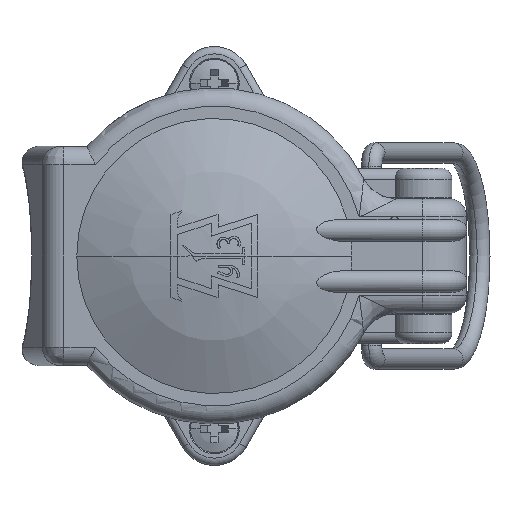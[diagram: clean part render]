
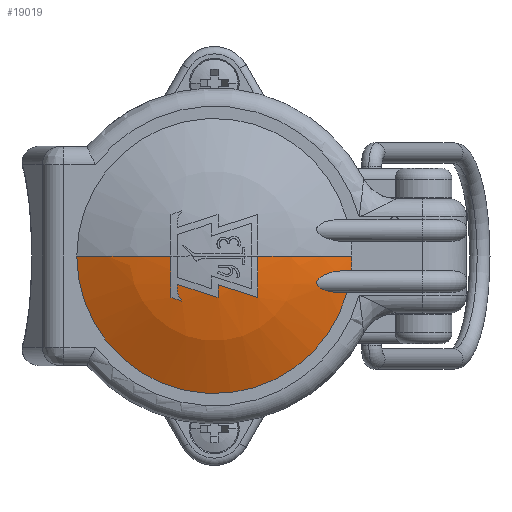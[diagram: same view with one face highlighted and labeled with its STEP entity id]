
A CAD part, left-side view. The second image highlights one B-rep face of the part: STEP entity #19019.
In plain terms, the highlighted spherical face has radius 40 mm.
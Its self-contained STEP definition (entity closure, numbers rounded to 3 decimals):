
#4329=CARTESIAN_POINT('',(8.892,-0.506,0.));
#4330=DIRECTION('',(0.,-1.,0.));
#4331=DIRECTION('',(-0.995,0.,-0.098));
#4332=AXIS2_PLACEMENT_3D('',#4329,#4330,#4331);
#4334=CARTESIAN_POINT('',(8.892,1.104,-3.399));
#4335=DIRECTION('',(0.,0.309,-0.951));
#4336=DIRECTION('',(-0.983,-0.177,-0.057));
#4337=AXIS2_PLACEMENT_3D('',#4334,#4335,#4336);
#4339=CARTESIAN_POINT('',(8.892,-5.941,0.));
#4340=DIRECTION('',(0.,-1.,0.));
#4341=DIRECTION('',(-1.,0.,0.));
#4342=AXIS2_PLACEMENT_3D('',#4339,#4340,#4341);
#4344=CARTESIAN_POINT('',(-26.408,0.,0.));
#4345=DIRECTION('',(1.,0.,0.));
#4346=DIRECTION('',(0.,-1.,0.));
#4347=AXIS2_PLACEMENT_3D('',#4344,#4345,#4346);
#4349=CARTESIAN_POINT('',(8.892,0.,-2.));
#4350=DIRECTION('',(0.,0.,1.));
#4351=DIRECTION('',(-0.896,-0.444,0.));
#4352=AXIS2_PLACEMENT_3D('',#4349,#4350,#4351);
#4354=CARTESIAN_POINT('',(-26.908,-17.73,-2.));
#4355=CARTESIAN_POINT('',(-27.006,-17.532,-2.));
#4356=CARTESIAN_POINT('',(-27.19,-17.15,
-2.019));
#4357=CARTESIAN_POINT('',(-27.427,-16.634,
-2.086));
#4358=CARTESIAN_POINT('',(-27.631,-16.167,
-2.18));
#4359=CARTESIAN_POINT('',(-27.808,-15.746,
-2.294));
#4360=CARTESIAN_POINT('',(-27.959,-15.369,
-2.423));
#4361=CARTESIAN_POINT('',(-28.087,-15.034,
-2.566));
#4362=CARTESIAN_POINT('',(-28.194,-14.74,
-2.721));
#4363=CARTESIAN_POINT('',(-28.281,-14.486,
-2.887));
#4364=CARTESIAN_POINT('',(-28.348,-14.276,
-3.065));
#4365=CARTESIAN_POINT('',(-28.393,-14.116,
-3.257));
#4366=CARTESIAN_POINT('',(-28.412,-14.016,
-3.46));
#4367=CARTESIAN_POINT('',(-28.404,-13.988,
-3.655));
#4368=CARTESIAN_POINT('',(-28.372,-14.022,
-3.847));
#4369=CARTESIAN_POINT('',(-28.312,-14.126,
-4.04));
#4370=CARTESIAN_POINT('',(-28.23,-14.29,
-4.217));
#4371=CARTESIAN_POINT('',(-28.13,-14.501,
-4.377));
#4372=CARTESIAN_POINT('',(-28.012,-14.754,
-4.521));
#4373=CARTESIAN_POINT('',(-27.878,-15.046,
-4.649));
#4374=CARTESIAN_POINT('',(-27.727,-15.377,
-4.762));
#4375=CARTESIAN_POINT('',(-27.557,-15.747,
-4.857));
#4376=CARTESIAN_POINT('',(-27.366,-16.159,
-4.934));
#4377=CARTESIAN_POINT('',(-27.152,-16.615,
-4.986));
#4378=CARTESIAN_POINT('',(-26.992,-16.952,-5.));
#4379=CARTESIAN_POINT('',(-26.908,-17.128,-5.));
#4381=CARTESIAN_POINT('',(8.892,0.,-5.));
#4382=DIRECTION('',(0.,0.,-1.));
#4383=DIRECTION('',(-0.889,-0.457,0.));
#4384=AXIS2_PLACEMENT_3D('',#4381,#4382,#4383);
#4386=CARTESIAN_POINT('',(-26.408,0.,0.));
#4387=DIRECTION('',(1.,0.,0.));
#4388=DIRECTION('',(0.,-0.964,-0.266));
#4389=AXIS2_PLACEMENT_3D('',#4386,#4387,#4388);
#4391=CARTESIAN_POINT('',(8.892,5.941,0.));
#4392=DIRECTION('',(0.,1.,0.));
#4393=DIRECTION('',(-0.99,0.,-0.144));
#4394=AXIS2_PLACEMENT_3D('',#4391,#4392,#4393);
#4396=CARTESIAN_POINT('',(8.892,2.239,-6.891));
#4397=DIRECTION('',(0.,0.309,-0.951));
#4398=DIRECTION('',(-0.998,0.056,0.018));
#4399=AXIS2_PLACEMENT_3D('',#4396,#4397,#4398);
#4401=CARTESIAN_POINT('',(-30.379,4.424,
-6.181));
#4402=CARTESIAN_POINT('',(-30.389,4.555,
-6.024));
#4403=CARTESIAN_POINT('',(-30.414,4.785,
-5.683));
#4404=CARTESIAN_POINT('',(-30.464,5.012,
-5.108));
#4405=CARTESIAN_POINT('',(-30.526,5.111,
-4.497));
#4406=CARTESIAN_POINT('',(-30.573,5.089,
-4.084));
#4407=CARTESIAN_POINT('',(-30.597,5.056,
-3.881));
#4409=CARTESIAN_POINT('',(8.892,1.623,-4.996));
#4410=DIRECTION('',(0.,0.309,-0.951));
#4411=DIRECTION('',(-0.998,-0.054,-0.017));
#4412=AXIS2_PLACEMENT_3D('',#4409,#4410,#4411);
#5309=CARTESIAN_POINT('',(8.892,0.,0.));
#5310=DIRECTION('',(0.,0.,1.));
#5311=DIRECTION('',(-0.883,0.47,0.));
#5312=AXIS2_PLACEMENT_3D('',#5309,#5310,#5311);
#5361=CARTESIAN_POINT('',(8.892,0.,0.));
#5362=DIRECTION('',(0.,0.,-1.));
#5363=DIRECTION('',(-0.883,-0.47,0.));
#5364=AXIS2_PLACEMENT_3D('',#5361,#5362,#5363);
#11951=CARTESIAN_POINT('',(-26.408,-18.706,-2.));
#11953=VERTEX_POINT('',#11951);
#11955=CARTESIAN_POINT('',(-26.408,-18.136,-5.));
#11957=VERTEX_POINT('',#11955);
#11958=CARTESIAN_POINT('',(-26.408,-18.812,0.));
#11959=VERTEX_POINT('',#11958);
#11960=CARTESIAN_POINT('',(-26.408,18.812,0.));
#11961=VERTEX_POINT('',#11960);
#11963=CARTESIAN_POINT('',(-26.908,-17.128,-5.));
#11965=VERTEX_POINT('',#11963);
#11968=CARTESIAN_POINT('',(-26.908,-17.73,-2.));
#11969=VERTEX_POINT('',#11968);
#12272=CARTESIAN_POINT('',(-30.912,-0.506,
-3.922));
#12273=CARTESIAN_POINT('',(-30.698,-0.506,
-5.688));
#12274=VERTEX_POINT('',#12272);
#12275=VERTEX_POINT('',#12273);
#12276=CARTESIAN_POINT('',(-30.253,-5.941,
-5.688));
#12277=VERTEX_POINT('',#12276);
#12351=CARTESIAN_POINT('',(-30.664,-5.941,0.));
#12352=VERTEX_POINT('',#12351);
#12353=CARTESIAN_POINT('',(-30.664,5.941,0.));
#12354=VERTEX_POINT('',#12353);
#12359=CARTESIAN_POINT('',(-30.253,5.941,
-5.688));
#12360=VERTEX_POINT('',#12359);
#12361=CARTESIAN_POINT('',(-30.379,4.424,
-6.181));
#12362=VERTEX_POINT('',#12361);
#12363=VERTEX_POINT('',#4407);
#18987=CARTESIAN_POINT('',(8.892,0.,0.));
#18988=DIRECTION('',(1.,0.,0.));
#18989=DIRECTION('',(0.,1.,0.));
#18990=AXIS2_PLACEMENT_3D('',#18987,#18988,#18989);
#18991=SPHERICAL_SURFACE('',#18990,40.);
#18993=ORIENTED_EDGE('',*,*,#18992,.F.);
#18995=ORIENTED_EDGE('',*,*,#18994,.F.);
#18997=ORIENTED_EDGE('',*,*,#18996,.F.);
#18999=ORIENTED_EDGE('',*,*,#18998,.F.);
#19001=ORIENTED_EDGE('',*,*,#19000,.T.);
#19003=ORIENTED_EDGE('',*,*,#19002,.F.);
#19004=ORIENTED_EDGE('',*,*,#18976,.T.);
#19005=ORIENTED_EDGE('',*,*,#18965,.F.);
#19006=ORIENTED_EDGE('',*,*,#15990,.T.);
#19008=ORIENTED_EDGE('',*,*,#19007,.T.);
#19010=ORIENTED_EDGE('',*,*,#19009,.F.);
#19012=ORIENTED_EDGE('',*,*,#19011,.F.);
#19014=ORIENTED_EDGE('',*,*,#19013,.T.);
#19016=ORIENTED_EDGE('',*,*,#19015,.F.);
#19017=EDGE_LOOP('',(#18993,#18995,#18997,#18999,#19001,#19003,#19004,#19005,
#19006,#19008,#19010,#19012,#19014,#19016));
#19018=FACE_OUTER_BOUND('',#19017,.F.);
#19019=ADVANCED_FACE('',(#19018),#18991,.T.);
#4333=CIRCLE('',#4332,39.997);
#4338=CIRCLE('',#4337,39.84);
#4343=CIRCLE('',#4342,39.556);
#4348=CIRCLE('',#4347,18.812);
#4353=CIRCLE('',#4352,39.95);
#4380=B_SPLINE_CURVE_WITH_KNOTS('',3,(#4354,#4355,#4356,#4357,#4358,#4359,#4360,
#4361,#4362,#4363,#4364,#4365,#4366,#4367,#4368,#4369,#4370,#4371,#4372,#4373,
#4374,#4375,#4376,#4377,#4378,#4379),.UNSPECIFIED.,.F.,.F.,(4,1,1,1,1,1,1,1,1,1,
1,1,1,1,1,1,1,1,1,1,1,1,1,4),(0.,0.043,0.087,
0.13,0.174,0.217,0.261,
0.304,0.348,0.391,0.435,
0.478,0.522,0.565,0.609,
0.652,0.696,0.739,0.783,
0.826,0.87,0.913,0.957,1.),
.UNSPECIFIED.);
#4385=CIRCLE('',#4384,39.686);
#4390=CIRCLE('',#4389,18.812);
#4395=CIRCLE('',#4394,39.556);
#4400=CIRCLE('',#4399,39.338);
#4408=B_SPLINE_CURVE_WITH_KNOTS('',3,(#4401,#4402,#4403,#4404,#4405,#4406,
#4407),.UNSPECIFIED.,.F.,.F.,(4,1,1,1,4),(0.,0.25,0.5,0.75,1.),
.UNSPECIFIED.);
#4413=CIRCLE('',#4412,39.654);
#5313=CIRCLE('',#5312,40.);
#5365=CIRCLE('',#5364,40.);
#15990=EDGE_CURVE('',#11957,#11961,#4390,.T.);
#18965=EDGE_CURVE('',#11957,#11965,#4385,.T.);
#18976=EDGE_CURVE('',#11969,#11965,#4380,.T.);
#18992=EDGE_CURVE('',#12274,#12275,#4333,.T.);
#18994=EDGE_CURVE('',#12277,#12274,#4338,.T.);
#18996=EDGE_CURVE('',#12352,#12277,#4343,.T.);
#18998=EDGE_CURVE('',#11959,#12352,#5365,.T.);
#19000=EDGE_CURVE('',#11959,#11953,#4348,.T.);
#19002=EDGE_CURVE('',#11969,#11953,#4353,.T.);
#19007=EDGE_CURVE('',#11961,#12354,#5313,.T.);
#19009=EDGE_CURVE('',#12360,#12354,#4395,.T.);
#19011=EDGE_CURVE('',#12362,#12360,#4400,.T.);
#19013=EDGE_CURVE('',#12362,#12363,#4408,.T.);
#19015=EDGE_CURVE('',#12275,#12363,#4413,.T.);
